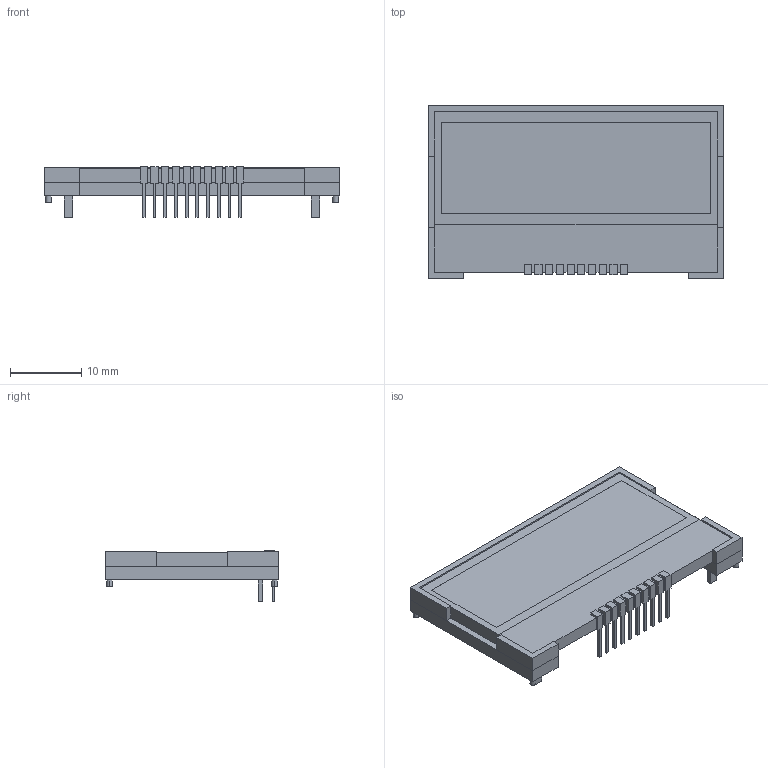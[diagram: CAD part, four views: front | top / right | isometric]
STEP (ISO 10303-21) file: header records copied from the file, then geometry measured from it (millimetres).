
FILE_DESCRIPTION (( 'STEP AP214' ), '1' );
FILE_NAME ('NHD-C0216CZ-FSW-FBW-3V3.STEP', '2017-08-08T16:06:43', ( '' ), ( '' ), 'SwSTEP 2.0', 'SolidWorks 2017', '' );
FILE_SCHEMA (( 'AUTOMOTIVE_DESIGN' ));
Length unit declared in the file: millimetre
Products named in the file (1): NHD-C0216CZ-FSW-FBW-3V3
Bounding box: 41.4 x 24.3 x 7.1 mm (x, y, z)
Volume: 3600 mm3; surface area: 5270.5 mm2
Topology: 6 solids, 6 shells, 196 faces, 532 edges, 354 vertices
Faces by surface type: plane 188, cylinder 8
Entity records: 7972 total; most frequent: CARTESIAN_POINT 1083, ORIENTED_EDGE 1064, DIRECTION 942, EDGE_CURVE 532, LINE 516, VECTOR 516, VERTEX_POINT 354, AXIS2_PLACEMENT_3D 213
